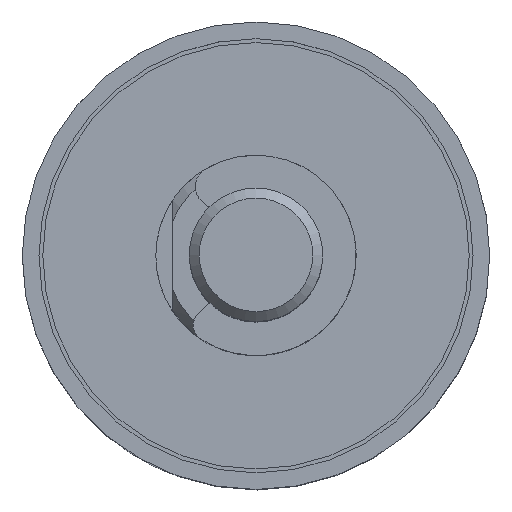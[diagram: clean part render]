
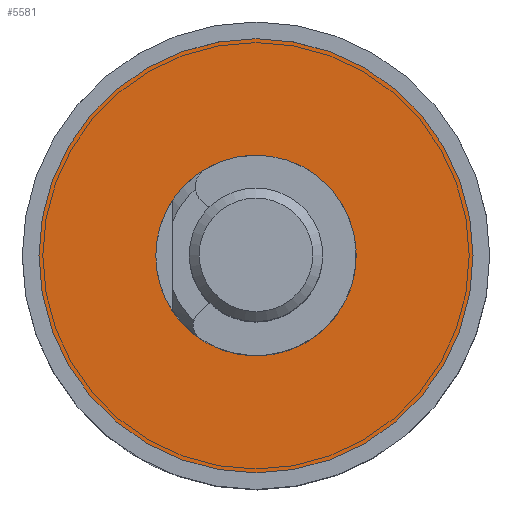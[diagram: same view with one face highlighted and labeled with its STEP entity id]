
A CAD part, top view. The second image highlights one B-rep face of the part: STEP entity #5581.
In plain terms, the highlighted planar face has unit normal (0, 0, 1).
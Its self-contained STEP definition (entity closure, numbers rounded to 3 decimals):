
#162 = DIRECTION ( 'NONE',  ( 0., 0., -1. ) ) ;
#810 = VERTEX_POINT ( 'NONE', #2227 ) ;
#1336 = AXIS2_PLACEMENT_3D ( 'NONE', #2936, #162, #6378 ) ;
#1372 = EDGE_CURVE ( 'NONE', #810, #810, #8829, .T. ) ;
#1651 = EDGE_CURVE ( 'NONE', #7967, #7967, #8497, .T. ) ;
#2039 = CARTESIAN_POINT ( 'NONE',  ( 0., 0., 0.5 ) ) ;
#2227 = CARTESIAN_POINT ( 'NONE',  ( 6.5, 0., 0.5 ) ) ;
#2735 = DIRECTION ( 'NONE',  ( 1., 0., 0. ) ) ;
#2806 = FACE_BOUND ( 'NONE', #8514, .T. ) ;
#2936 = CARTESIAN_POINT ( 'NONE',  ( 0., 0., 0.5 ) ) ;
#3251 = EDGE_LOOP ( 'NONE', ( #5466 ) ) ;
#3583 = CARTESIAN_POINT ( 'NONE',  ( -3., 0., 0.5 ) ) ;
#3945 = DIRECTION ( 'NONE',  ( 0., 0., 1. ) ) ;
#3970 = PLANE ( 'NONE',  #5527 ) ;
#4629 = DIRECTION ( 'NONE',  ( 1., 0., 0. ) ) ;
#4755 = FACE_OUTER_BOUND ( 'NONE', #3251, .T. ) ;
#5211 = ORIENTED_EDGE ( 'NONE', *, *, #1651, .T. ) ;
#5466 = ORIENTED_EDGE ( 'NONE', *, *, #1372, .T. ) ;
#5527 = AXIS2_PLACEMENT_3D ( 'NONE', #8807, #3945, #4629 ) ;
#5581 = ADVANCED_FACE ( 'NONE', ( #2806, #4755 ), #3970, .T. ) ;
#6378 = DIRECTION ( 'NONE',  ( -1., 0., 0. ) ) ;
#6897 = DIRECTION ( 'NONE',  ( 0., 0., 1. ) ) ;
#7965 = AXIS2_PLACEMENT_3D ( 'NONE', #2039, #6897, #2735 ) ;
#7967 = VERTEX_POINT ( 'NONE', #3583 ) ;
#8497 = CIRCLE ( 'NONE', #1336, 3. ) ;
#8514 = EDGE_LOOP ( 'NONE', ( #5211 ) ) ;
#8807 = CARTESIAN_POINT ( 'NONE',  ( 3., 0., 0.5 ) ) ;
#8829 = CIRCLE ( 'NONE', #7965, 6.5 ) ;
